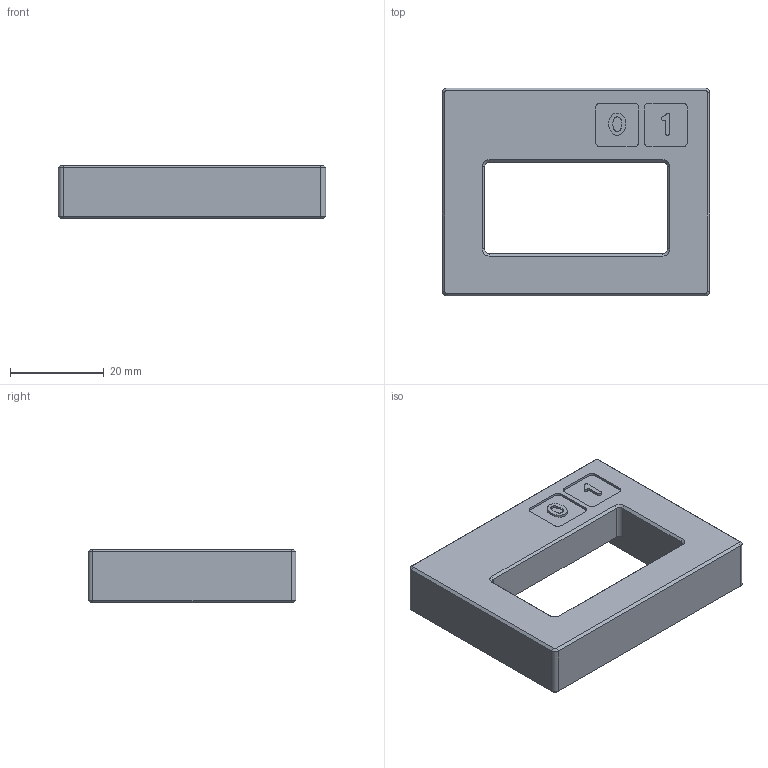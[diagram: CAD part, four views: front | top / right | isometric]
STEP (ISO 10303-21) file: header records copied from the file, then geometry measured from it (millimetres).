
FILE_DESCRIPTION(/* description */ (''),/* implementation_level */ '2;1');
FILE_NAME(/* name */ 'top.step',/* time_stamp */ '2020-05-12T20:40:28-04:00',/* author */ (''),/* organization */ (''),/* preprocessor_version */ 'ST-DEVELOPER v18.1',/* originating_system */ 'Autodesk Translation Framework v9.3.0.1241',/* authorisation */ '');
FILE_SCHEMA (('AUTOMOTIVE_DESIGN { 1 0 10303 214 3 1 1 }'));
Length unit declared in the file: millimetre
Products named in the file (1): top
Bounding box: 57.05 x 44.34 x 11.5 mm (x, y, z)
Volume: 18967.7 mm3; surface area: 7448.2 mm2
Topology: 1 solids, 1 shells, 117 faces, 282 edges, 180 vertices
Faces by surface type: plane 59, cylinder 34, bspline 12, cone 12
Full cylindrical faces by diameter (mm): 1.623 x8
Entity records: 3464 total; most frequent: CARTESIAN_POINT 736, ORIENTED_EDGE 564, DIRECTION 550, EDGE_CURVE 282, AXIS2_PLACEMENT_3D 186, VERTEX_POINT 180, LINE 178, VECTOR 178
